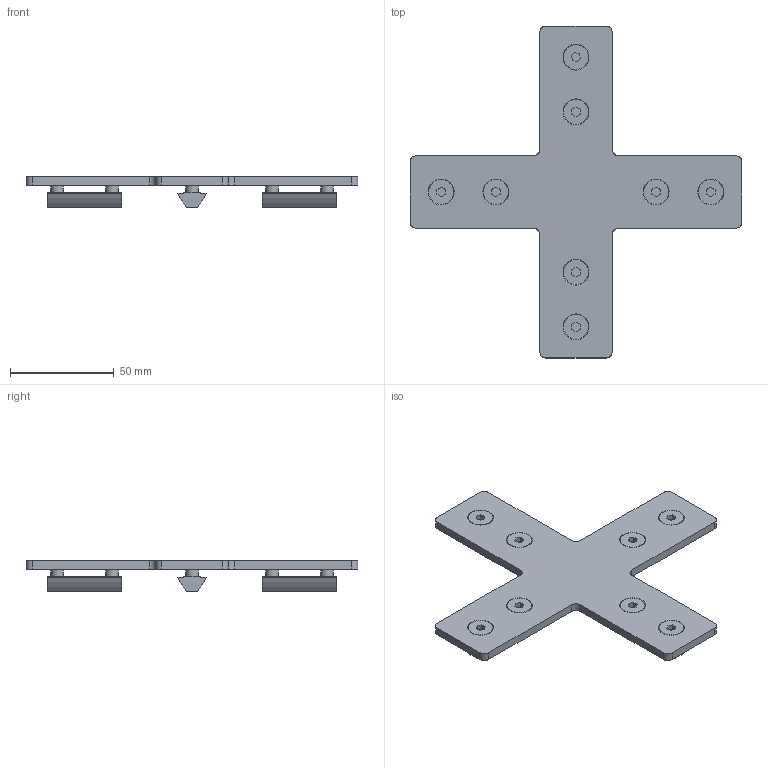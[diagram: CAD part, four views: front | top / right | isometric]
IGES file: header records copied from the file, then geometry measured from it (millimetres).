
Global section: file name: 500001_01; native system: Autodesk Inventor 2021; preprocessor: unknown; author: Spacek; date: 20201012.103103; units: millimetre
Bounding box: 160 x 160 x 14.7 mm (x, y, z)
Volume: 50373.3 mm3; surface area: 32340.3 mm2
Topology: 13 solids, 13 shells, 202 faces, 528 edges, 360 vertices
Faces by surface type: bspline 202
